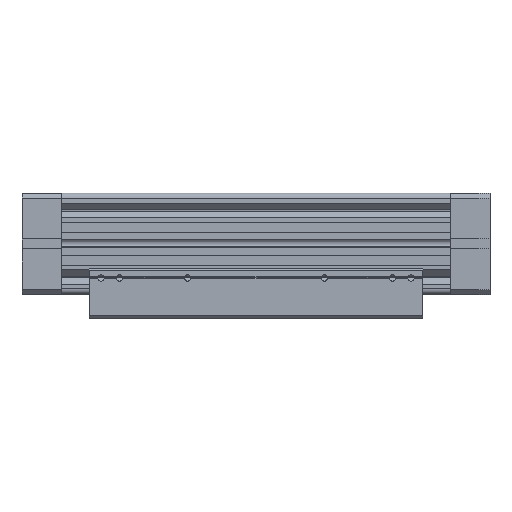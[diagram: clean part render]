
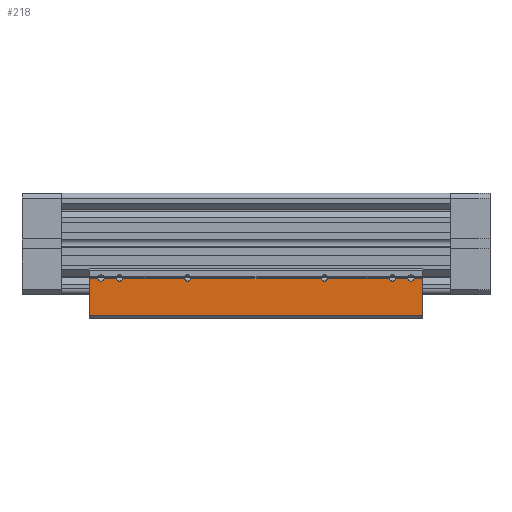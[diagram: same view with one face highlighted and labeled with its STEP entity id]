
A CAD part, front view. The second image highlights one B-rep face of the part: STEP entity #218.
In plain terms, the highlighted face is planar.
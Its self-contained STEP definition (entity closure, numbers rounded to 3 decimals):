
#218 = ADVANCED_FACE ( 'NONE', ( #20398 ), #22608, .T. ) ;
#1615 = VECTOR ( 'NONE', #10902, 1000. ) ;
#1618 = LINE ( 'NONE', #10901, #1615 ) ;
#1622 = LINE ( 'NONE', #10866, #1644 ) ;
#1642 = LINE ( 'NONE', #10892, #1643 ) ;
#1643 = VECTOR ( 'NONE', #10893, 1000. ) ;
#1644 = VECTOR ( 'NONE', #10895, 1000. ) ;
#1645 = LINE ( 'NONE', #10906, #1649 ) ;
#1646 = LINE ( 'NONE', #10896, #1647 ) ;
#1647 = VECTOR ( 'NONE', #10897, 1000. ) ;
#1648 = LINE ( 'NONE', #10915, #1652 ) ;
#1649 = VECTOR ( 'NONE', #10907, 1000. ) ;
#1650 = CIRCLE ( 'NONE', #9210, 1.65 ) ;
#1651 = LINE ( 'NONE', #10920, #1659 ) ;
#1652 = VECTOR ( 'NONE', #10916, 1000. ) ;
#1653 = CIRCLE ( 'NONE', #9224, 1.65 ) ;
#1654 = LINE ( 'NONE', #10908, #1655 ) ;
#1655 = VECTOR ( 'NONE', #10909, 1000. ) ;
#1656 = LINE ( 'NONE', #10910, #1657 ) ;
#1657 = VECTOR ( 'NONE', #10911, 1000. ) ;
#1658 = LINE ( 'NONE', #10925, #1661 ) ;
#1659 = VECTOR ( 'NONE', #10921, 1000. ) ;
#1660 = CIRCLE ( 'NONE', #9226, 1.65 ) ;
#1661 = VECTOR ( 'NONE', #10926, 1000. ) ;
#1662 = CIRCLE ( 'NONE', #9228, 1.65 ) ;
#1664 = CIRCLE ( 'NONE', #9230, 1.65 ) ;
#1666 = CIRCLE ( 'NONE', #9232, 1.65 ) ;
#3140 = CARTESIAN_POINT ( 'NONE',  ( 173.428, -315.784, 0. ) ) ;
#3141 = CARTESIAN_POINT ( 'NONE',  ( 141.572, -315.784, 0. ) ) ;
#3142 = CARTESIAN_POINT ( 'NONE',  ( 138.428, -315.784, 0. ) ) ;
#3143 = CARTESIAN_POINT ( 'NONE',  ( 132.072, -315.784, 0. ) ) ;
#3144 = CARTESIAN_POINT ( 'NONE',  ( 128.928, -315.784, 0. ) ) ;
#3145 = CARTESIAN_POINT ( 'NONE',  ( 124.5, -315.784, 0. ) ) ;
#3146 = CARTESIAN_POINT ( 'NONE',  ( 124.5, -296.784, 0. ) ) ;
#3147 = CARTESIAN_POINT ( 'NONE',  ( 295.5, -296.784, 0. ) ) ;
#3148 = CARTESIAN_POINT ( 'NONE',  ( 295.5, -315.784, 0. ) ) ;
#3149 = CARTESIAN_POINT ( 'NONE',  ( 291.072, -315.784, 0. ) ) ;
#3150 = CARTESIAN_POINT ( 'NONE',  ( 287.928, -315.784, 0. ) ) ;
#3151 = CARTESIAN_POINT ( 'NONE',  ( 281.572, -315.784, 0. ) ) ;
#3152 = CARTESIAN_POINT ( 'NONE',  ( 278.428, -315.784, 0. ) ) ;
#3153 = CARTESIAN_POINT ( 'NONE',  ( 246.572, -315.784, 0. ) ) ;
#3154 = CARTESIAN_POINT ( 'NONE',  ( 243.428, -315.784, 0. ) ) ;
#3155 = CARTESIAN_POINT ( 'NONE',  ( 176.572, -315.784, 0. ) ) ;
#9210 = AXIS2_PLACEMENT_3D ( 'NONE', #10894, #10899, #10900 ) ;
#9224 = AXIS2_PLACEMENT_3D ( 'NONE', #10891, #10904, #10905 ) ;
#9226 = AXIS2_PLACEMENT_3D ( 'NONE', #10898, #10913, #10914 ) ;
#9228 = AXIS2_PLACEMENT_3D ( 'NONE', #10903, #10918, #10919 ) ;
#9230 = AXIS2_PLACEMENT_3D ( 'NONE', #10912, #10923, #10924 ) ;
#9232 = AXIS2_PLACEMENT_3D ( 'NONE', #10917, #10928, #10929 ) ;
#9275 = ORIENTED_EDGE ( 'NONE', *, *, #12808, .T. ) ;
#9277 = ORIENTED_EDGE ( 'NONE', *, *, #12805, .F. ) ;
#9278 = ORIENTED_EDGE ( 'NONE', *, *, #12806, .T. ) ;
#9279 = ORIENTED_EDGE ( 'NONE', *, *, #12804, .T. ) ;
#9280 = ORIENTED_EDGE ( 'NONE', *, *, #12809, .T. ) ;
#9281 = ORIENTED_EDGE ( 'NONE', *, *, #12807, .T. ) ;
#9282 = ORIENTED_EDGE ( 'NONE', *, *, #12810, .F. ) ;
#9283 = ORIENTED_EDGE ( 'NONE', *, *, #12814, .T. ) ;
#9284 = ORIENTED_EDGE ( 'NONE', *, *, #12811, .T. ) ;
#9285 = ORIENTED_EDGE ( 'NONE', *, *, #12816, .T. ) ;
#9286 = ORIENTED_EDGE ( 'NONE', *, *, #12813, .T. ) ;
#9287 = ORIENTED_EDGE ( 'NONE', *, *, #12815, .T. ) ;
#9288 = ORIENTED_EDGE ( 'NONE', *, *, #12817, .T. ) ;
#9289 = ORIENTED_EDGE ( 'NONE', *, *, #12812, .T. ) ;
#9290 = ORIENTED_EDGE ( 'NONE', *, *, #12819, .T. ) ;
#9292 = ORIENTED_EDGE ( 'NONE', *, *, #12818, .T. ) ;
#10866 = CARTESIAN_POINT ( 'NONE',  ( 124.5, -296.784, 0. ) ) ;
#10891 = CARTESIAN_POINT ( 'NONE',  ( 130.5, -316.284, 0. ) ) ;
#10892 = CARTESIAN_POINT ( 'NONE',  ( 295.5, -315.784, 0. ) ) ;
#10893 = DIRECTION ( 'NONE',  ( -1., 0., 0. ) ) ;
#10894 = CARTESIAN_POINT ( 'NONE',  ( 140., -316.284, 0. ) ) ;
#10895 = DIRECTION ( 'NONE',  ( 0., -1., 0. ) ) ;
#10896 = CARTESIAN_POINT ( 'NONE',  ( 295.5, -315.784, 0. ) ) ;
#10897 = DIRECTION ( 'NONE',  ( -1., 0., 0. ) ) ;
#10898 = CARTESIAN_POINT ( 'NONE',  ( 289.5, -316.284, 0. ) ) ;
#10899 = DIRECTION ( 'NONE',  ( 0., 0., 1. ) ) ;
#10900 = DIRECTION ( 'NONE',  ( 1., 0., 0. ) ) ;
#10901 = CARTESIAN_POINT ( 'NONE',  ( 295.5, -315.784, 0. ) ) ;
#10902 = DIRECTION ( 'NONE',  ( -1., 0., 0. ) ) ;
#10903 = CARTESIAN_POINT ( 'NONE',  ( 280., -316.284, 0. ) ) ;
#10904 = DIRECTION ( 'NONE',  ( 0., 0., 1. ) ) ;
#10905 = DIRECTION ( 'NONE',  ( 1., 0., 0. ) ) ;
#10906 = CARTESIAN_POINT ( 'NONE',  ( 295.5, -296.784, 0. ) ) ;
#10907 = DIRECTION ( 'NONE',  ( -1., 0., 0. ) ) ;
#10908 = CARTESIAN_POINT ( 'NONE',  ( 295.5, -296.784, 0. ) ) ;
#10909 = DIRECTION ( 'NONE',  ( 0., -1., 0. ) ) ;
#10910 = CARTESIAN_POINT ( 'NONE',  ( 295.5, -315.784, 0. ) ) ;
#10911 = DIRECTION ( 'NONE',  ( -1., 0., 0. ) ) ;
#10912 = CARTESIAN_POINT ( 'NONE',  ( 245., -316.284, 0. ) ) ;
#10913 = DIRECTION ( 'NONE',  ( 0., 0., 1. ) ) ;
#10914 = DIRECTION ( 'NONE',  ( 1., 0., 0. ) ) ;
#10915 = CARTESIAN_POINT ( 'NONE',  ( 295.5, -315.784, 0. ) ) ;
#10916 = DIRECTION ( 'NONE',  ( -1., 0., 0. ) ) ;
#10917 = CARTESIAN_POINT ( 'NONE',  ( 175., -316.284, 0. ) ) ;
#10918 = DIRECTION ( 'NONE',  ( 0., 0., 1. ) ) ;
#10919 = DIRECTION ( 'NONE',  ( 1., 0., 0. ) ) ;
#10920 = CARTESIAN_POINT ( 'NONE',  ( 295.5, -315.784, 0. ) ) ;
#10921 = DIRECTION ( 'NONE',  ( -1., 0., 0. ) ) ;
#10923 = DIRECTION ( 'NONE',  ( 0., 0., 1. ) ) ;
#10924 = DIRECTION ( 'NONE',  ( 1., 0., 0. ) ) ;
#10925 = CARTESIAN_POINT ( 'NONE',  ( 295.5, -315.784, 0. ) ) ;
#10926 = DIRECTION ( 'NONE',  ( -1., 0., 0. ) ) ;
#10928 = DIRECTION ( 'NONE',  ( 0., 0., 1. ) ) ;
#10929 = DIRECTION ( 'NONE',  ( 1., 0., 0. ) ) ;
#12804 = EDGE_CURVE ( 'NONE', #22335, #22336, #1642, .T. ) ;
#12805 = EDGE_CURVE ( 'NONE', #22337, #22336, #1622, .T. ) ;
#12806 = EDGE_CURVE ( 'NONE', #22333, #22334, #1646, .T. ) ;
#12807 = EDGE_CURVE ( 'NONE', #22332, #22333, #1650, .T. ) ;
#12808 = EDGE_CURVE ( 'NONE', #22331, #22332, #1618, .T. ) ;
#12809 = EDGE_CURVE ( 'NONE', #22334, #22335, #1653, .T. ) ;
#12810 = EDGE_CURVE ( 'NONE', #22338, #22337, #1645, .T. ) ;
#12811 = EDGE_CURVE ( 'NONE', #22338, #22339, #1654, .T. ) ;
#12812 = EDGE_CURVE ( 'NONE', #22339, #22340, #1656, .T. ) ;
#12813 = EDGE_CURVE ( 'NONE', #22340, #22341, #1660, .T. ) ;
#12814 = EDGE_CURVE ( 'NONE', #22341, #22342, #1648, .T. ) ;
#12815 = EDGE_CURVE ( 'NONE', #22342, #22343, #1662, .T. ) ;
#12816 = EDGE_CURVE ( 'NONE', #22343, #22344, #1651, .T. ) ;
#12817 = EDGE_CURVE ( 'NONE', #22344, #22345, #1664, .T. ) ;
#12818 = EDGE_CURVE ( 'NONE', #22345, #22346, #1658, .T. ) ;
#12819 = EDGE_CURVE ( 'NONE', #22346, #22331, #1666, .T. ) ;
#13757 = AXIS2_PLACEMENT_3D ( 'NONE', #22612, #22618, #22619 ) ;
#20353 = EDGE_LOOP ( 'NONE', ( #9275, #9281, #9278, #9280, #9279, #9277, #9282, #9284, #9289, #9286, #9283, #9287, #9285, #9288, #9292, #9290 ) ) ;
#20398 = FACE_OUTER_BOUND ( 'NONE', #20353, .T. ) ;
#22331 = VERTEX_POINT ( 'NONE', #3140 ) ;
#22332 = VERTEX_POINT ( 'NONE', #3141 ) ;
#22333 = VERTEX_POINT ( 'NONE', #3142 ) ;
#22334 = VERTEX_POINT ( 'NONE', #3143 ) ;
#22335 = VERTEX_POINT ( 'NONE', #3144 ) ;
#22336 = VERTEX_POINT ( 'NONE', #3145 ) ;
#22337 = VERTEX_POINT ( 'NONE', #3146 ) ;
#22338 = VERTEX_POINT ( 'NONE', #3147 ) ;
#22339 = VERTEX_POINT ( 'NONE', #3148 ) ;
#22340 = VERTEX_POINT ( 'NONE', #3149 ) ;
#22341 = VERTEX_POINT ( 'NONE', #3150 ) ;
#22342 = VERTEX_POINT ( 'NONE', #3151 ) ;
#22343 = VERTEX_POINT ( 'NONE', #3152 ) ;
#22344 = VERTEX_POINT ( 'NONE', #3153 ) ;
#22345 = VERTEX_POINT ( 'NONE', #3154 ) ;
#22346 = VERTEX_POINT ( 'NONE', #3155 ) ;
#22608 = PLANE ( 'NONE',  #13757 ) ;
#22612 = CARTESIAN_POINT ( 'NONE',  ( 295.5, -296.784, 0. ) ) ;
#22618 = DIRECTION ( 'NONE',  ( 0., 0., -1. ) ) ;
#22619 = DIRECTION ( 'NONE',  ( -1., 0., 0. ) ) ;
